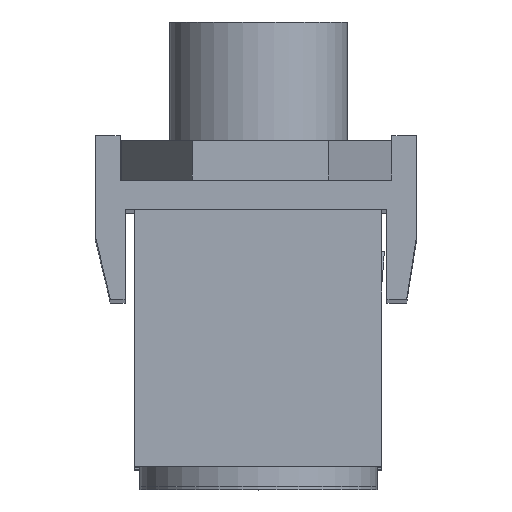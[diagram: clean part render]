
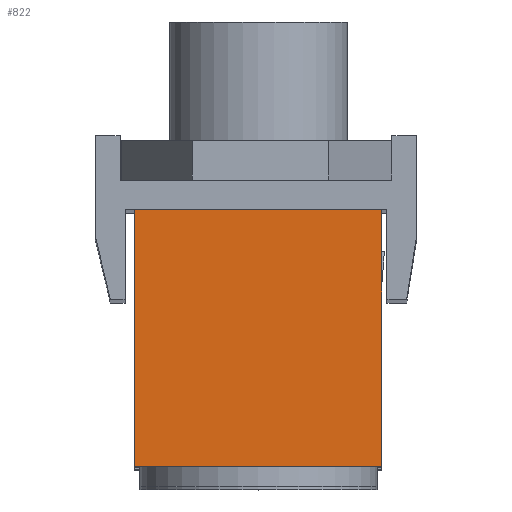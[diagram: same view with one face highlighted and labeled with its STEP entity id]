
A CAD part, top view. The second image highlights one B-rep face of the part: STEP entity #822.
In plain terms, the highlighted face is planar.
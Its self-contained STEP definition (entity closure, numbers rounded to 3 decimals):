
#822 = ADVANCED_FACE( '', ( #1534 ), #1535, .F. );
#1534 = FACE_OUTER_BOUND( '', #2260, .T. );
#1535 = PLANE( '', #2261 );
#2260 = EDGE_LOOP( '', ( #3558, #3559, #3560, #3561 ) );
#2261 = AXIS2_PLACEMENT_3D( '', #3562, #3563, #3564 );
#3558 = ORIENTED_EDGE( '', *, *, #4366, .T. );
#3559 = ORIENTED_EDGE( '', *, *, #4236, .F. );
#3560 = ORIENTED_EDGE( '', *, *, #4429, .F. );
#3561 = ORIENTED_EDGE( '', *, *, #4573, .T. );
#3562 = CARTESIAN_POINT( '', ( 0., 0., 26. ) );
#3563 = DIRECTION( '', ( 0., 1., 0. ) );
#3564 = DIRECTION( '', ( 0., 0., 1. ) );
#4236 = EDGE_CURVE( '', #4941, #4936, #4943, .T. );
#4366 = EDGE_CURVE( '', #5144, #4936, #5146, .T. );
#4429 = EDGE_CURVE( '', #5236, #4941, #5238, .T. );
#4573 = EDGE_CURVE( '', #5236, #5144, #5432, .T. );
#4936 = VERTEX_POINT( '', #5909 );
#4941 = VERTEX_POINT( '', #5916 );
#4943 = LINE( '', #5919, #5920 );
#5144 = VERTEX_POINT( '', #6177 );
#5146 = LINE( '', #6180, #6181 );
#5236 = VERTEX_POINT( '', #6336 );
#5238 = LINE( '', #6339, #6340 );
#5432 = LINE( '', #6596, #6597 );
#5909 = CARTESIAN_POINT( '', ( 25., 0., 0. ) );
#5916 = CARTESIAN_POINT( '', ( 25., 0., 26. ) );
#5919 = CARTESIAN_POINT( '', ( 25., 0., 26. ) );
#5920 = VECTOR( '', #7004, 1000. );
#6177 = CARTESIAN_POINT( '', ( 0., 0., 0. ) );
#6180 = CARTESIAN_POINT( '', ( 0., 0., 0. ) );
#6181 = VECTOR( '', #7177, 1000. );
#6336 = CARTESIAN_POINT( '', ( 0., 0., 26. ) );
#6339 = CARTESIAN_POINT( '', ( 0., 0., 26. ) );
#6340 = VECTOR( '', #7234, 1000. );
#6596 = CARTESIAN_POINT( '', ( 0., 0., 26. ) );
#6597 = VECTOR( '', #7417, 1000. );
#7004 = DIRECTION( '', ( 0., 0., -1. ) );
#7177 = DIRECTION( '', ( 1., 0., 0. ) );
#7234 = DIRECTION( '', ( 1., 0., 0. ) );
#7417 = DIRECTION( '', ( 0., 0., -1. ) );
